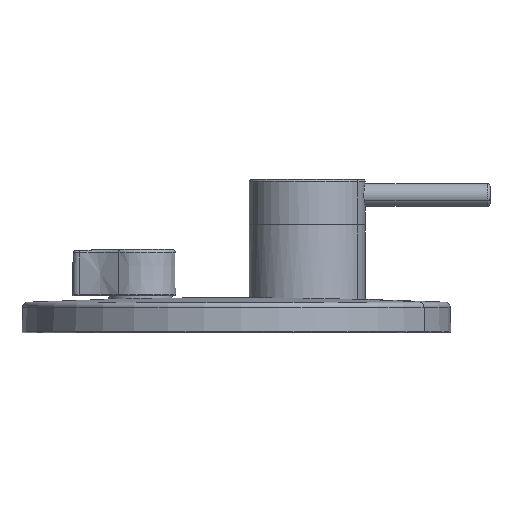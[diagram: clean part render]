
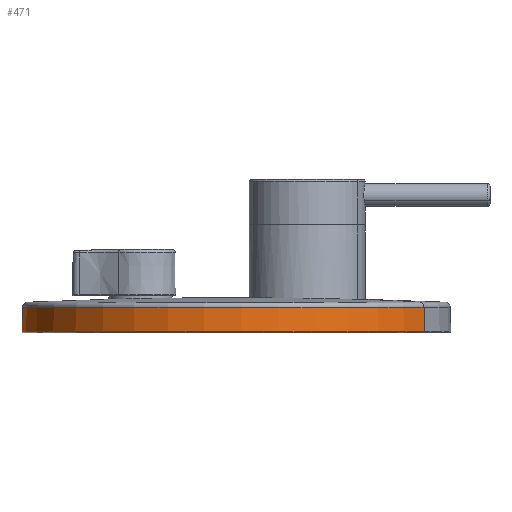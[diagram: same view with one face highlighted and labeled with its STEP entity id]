
A CAD part, left-side view. The second image highlights one B-rep face of the part: STEP entity #471.
In plain terms, the highlighted conical face has half-angle 1.5 degrees and reference radius 84.697 mm.
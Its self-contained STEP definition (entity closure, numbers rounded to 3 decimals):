
#37 = ORIENTED_EDGE ( 'NONE', *, *, #520, .F. ) ;
#98 = DIRECTION ( 'NONE',  ( 0., 0., -1. ) ) ;
#115 = LINE ( 'NONE', #886, #479 ) ;
#179 = VECTOR ( 'NONE', #1922, 1000. ) ;
#196 = CIRCLE ( 'NONE', #533, 85. ) ;
#340 = EDGE_CURVE ( 'NONE', #1736, #1702, #196, .T. ) ;
#341 = CIRCLE ( 'NONE', #1433, 84.745 ) ;
#346 = EDGE_LOOP ( 'NONE', ( #1497, #2038, #1423, #37 ) ) ;
#351 = CARTESIAN_POINT ( 'NONE',  ( 10.326, 115.625, 216.636 ) ) ;
#375 = EDGE_CURVE ( 'NONE', #1275, #1702, #115, .T. ) ;
#443 = CARTESIAN_POINT ( 'NONE',  ( -30.303, 41.254, 214.772 ) ) ;
#471 = ADVANCED_FACE ( 'NONE', ( #1162 ), #2017, .T. ) ;
#479 = VECTOR ( 'NONE', #1744, 1000. ) ;
#520 = EDGE_CURVE ( 'NONE', #709, #1736, #1714, .T. ) ;
#533 = AXIS2_PLACEMENT_3D ( 'NONE', #1107, #2005, #688 ) ;
#688 = DIRECTION ( 'NONE',  ( -1., 0., 0. ) ) ;
#709 = VERTEX_POINT ( 'NONE', #443 ) ;
#713 = CARTESIAN_POINT ( 'NONE',  ( 51.077, 190.219, 205.045 ) ) ;
#886 = CARTESIAN_POINT ( 'NONE',  ( 50.932, 189.953, 216.636 ) ) ;
#905 = DIRECTION ( 'NONE',  ( -0.479, -0.878, 0. ) ) ;
#909 = DIRECTION ( 'NONE',  ( -1., 0., 0. ) ) ;
#944 = CARTESIAN_POINT ( 'NONE',  ( 50.955, 189.996, 214.772 ) ) ;
#1065 = CARTESIAN_POINT ( 'NONE',  ( 10.326, 115.625, 214.772 ) ) ;
#1075 = CARTESIAN_POINT ( 'NONE',  ( -30.28, 41.296, 216.636 ) ) ;
#1107 = CARTESIAN_POINT ( 'NONE',  ( 10.326, 115.625, 205.045 ) ) ;
#1162 = FACE_OUTER_BOUND ( 'NONE', #346, .T. ) ;
#1275 = VERTEX_POINT ( 'NONE', #944 ) ;
#1423 = ORIENTED_EDGE ( 'NONE', *, *, #340, .F. ) ;
#1433 = AXIS2_PLACEMENT_3D ( 'NONE', #1065, #98, #909 ) ;
#1497 = ORIENTED_EDGE ( 'NONE', *, *, #1659, .T. ) ;
#1522 = DIRECTION ( 'NONE',  ( 0., 0., -1. ) ) ;
#1659 = EDGE_CURVE ( 'NONE', #709, #1275, #341, .T. ) ;
#1682 = CARTESIAN_POINT ( 'NONE',  ( -30.425, 41.03, 205.045 ) ) ;
#1702 = VERTEX_POINT ( 'NONE', #713 ) ;
#1714 = LINE ( 'NONE', #1075, #179 ) ;
#1736 = VERTEX_POINT ( 'NONE', #1682 ) ;
#1744 = DIRECTION ( 'NONE',  ( 0.013, 0.023, -1. ) ) ;
#1922 = DIRECTION ( 'NONE',  ( -0.013, -0.023, -1. ) ) ;
#2005 = DIRECTION ( 'NONE',  ( 0., 0., -1. ) ) ;
#2017 = CONICAL_SURFACE ( 'NONE', #2037, 84.696, 0.026 ) ;
#2037 = AXIS2_PLACEMENT_3D ( 'NONE', #351, #1522, #905 ) ;
#2038 = ORIENTED_EDGE ( 'NONE', *, *, #375, .T. ) ;
